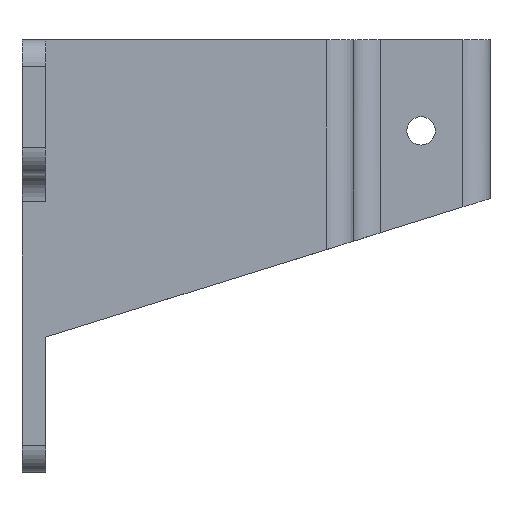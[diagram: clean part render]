
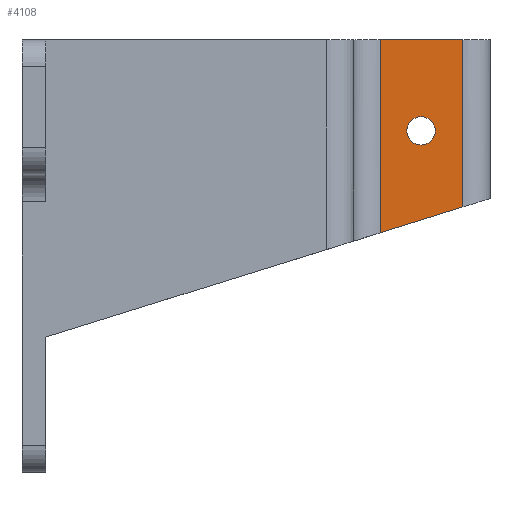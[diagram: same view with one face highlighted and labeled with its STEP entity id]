
A CAD part, front view. The second image highlights one B-rep face of the part: STEP entity #4108.
In plain terms, the highlighted planar face has unit normal (0, -1, 0).
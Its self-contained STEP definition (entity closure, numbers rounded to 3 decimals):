
#352 = PLANE('',#353);
#353 = AXIS2_PLACEMENT_3D('',#354,#355,#356);
#354 = CARTESIAN_POINT('',(50.116,0.,-20.));
#355 = DIRECTION('',(0.,0.,1.));
#356 = DIRECTION('',(0.,1.,0.));
#1492 = PLANE('',#1493);
#1493 = AXIS2_PLACEMENT_3D('',#1494,#1495,#1496);
#1494 = CARTESIAN_POINT('',(23.5,25.5,-64.));
#1495 = DIRECTION('',(-0.298,0.,0.955)
  );
#1496 = DIRECTION('',(0.955,0.,0.298)
  );
#2095 = VERTEX_POINT('',#2096);
#2096 = CARTESIAN_POINT('',(73.,-16.,-20.));
#2115 = CYLINDRICAL_SURFACE('',#2116,4.);
#2116 = AXIS2_PLACEMENT_3D('',#2117,#2118,#2119);
#2117 = CARTESIAN_POINT('',(73.,-20.,-49.803));
#2118 = DIRECTION('',(0.,0.,1.));
#2119 = DIRECTION('',(-1.,0.,0.));
#2127 = EDGE_CURVE('',#2095,#2128,#2130,.T.);
#2128 = VERTEX_POINT('',#2129);
#2129 = CARTESIAN_POINT('',(85.2,-16.,-20.));
#2130 = SURFACE_CURVE('',#2131,(#2135,#2142),.PCURVE_S1.);
#2131 = LINE('',#2132,#2133);
#2132 = CARTESIAN_POINT('',(69.,-16.,-20.));
#2133 = VECTOR('',#2134,1.);
#2134 = DIRECTION('',(1.,0.,0.));
#2135 = PCURVE('',#352,#2136);
#2136 = DEFINITIONAL_REPRESENTATION('',(#2137),#2141);
#2137 = LINE('',#2138,#2139);
#2138 = CARTESIAN_POINT('',(-16.,-18.884));
#2139 = VECTOR('',#2140,1.);
#2140 = DIRECTION('',(0.,-1.));
#2141 = ( GEOMETRIC_REPRESENTATION_CONTEXT(2) 
PARAMETRIC_REPRESENTATION_CONTEXT() REPRESENTATION_CONTEXT('2D SPACE',''
  ) );
#2142 = PCURVE('',#2143,#2148);
#2143 = PLANE('',#2144);
#2144 = AXIS2_PLACEMENT_3D('',#2145,#2146,#2147);
#2145 = CARTESIAN_POINT('',(69.,-16.,-64.));
#2146 = DIRECTION('',(0.,1.,0.));
#2147 = DIRECTION('',(0.,0.,1.));
#2148 = DEFINITIONAL_REPRESENTATION('',(#2149),#2153);
#2149 = LINE('',#2150,#2151);
#2150 = CARTESIAN_POINT('',(44.,0.));
#2151 = VECTOR('',#2152,1.);
#2152 = DIRECTION('',(0.,1.));
#2153 = ( GEOMETRIC_REPRESENTATION_CONTEXT(2) 
PARAMETRIC_REPRESENTATION_CONTEXT() REPRESENTATION_CONTEXT('2D SPACE',''
  ) );
#2176 = CYLINDRICAL_SURFACE('',#2177,4.);
#2177 = AXIS2_PLACEMENT_3D('',#2178,#2179,#2180);
#2178 = CARTESIAN_POINT('',(85.2,-12.,-20.));
#2179 = DIRECTION('',(0.,0.,-1.));
#2180 = DIRECTION('',(1.,0.,0.));
#3584 = VERTEX_POINT('',#3585);
#3585 = CARTESIAN_POINT('',(73.,-16.,-48.555));
#3617 = EDGE_CURVE('',#3618,#3584,#3620,.T.);
#3618 = VERTEX_POINT('',#3619);
#3619 = CARTESIAN_POINT('',(85.2,-16.,-44.748));
#3620 = SURFACE_CURVE('',#3621,(#3625,#3631),.PCURVE_S1.);
#3621 = LINE('',#3622,#3623);
#3622 = CARTESIAN_POINT('',(44.232,-16.,-57.531));
#3623 = VECTOR('',#3624,1.);
#3624 = DIRECTION('',(-0.955,0.,-0.298));
#3625 = PCURVE('',#1492,#3626);
#3626 = DEFINITIONAL_REPRESENTATION('',(#3627),#3630);
#3627 = B_SPLINE_CURVE_WITH_KNOTS('',1,(#3628,#3629),.UNSPECIFIED.,.F.,
  .F.,(2,2),(-53.989,-21.756),.PIECEWISE_BEZIER_KNOTS.);
#3628 = CARTESIAN_POINT('',(75.706,-41.5));
#3629 = CARTESIAN_POINT('',(43.473,-41.5));
#3630 = ( GEOMETRIC_REPRESENTATION_CONTEXT(2) 
PARAMETRIC_REPRESENTATION_CONTEXT() REPRESENTATION_CONTEXT('2D SPACE',''
  ) );
#3631 = PCURVE('',#2143,#3632);
#3632 = DEFINITIONAL_REPRESENTATION('',(#3633),#3636);
#3633 = B_SPLINE_CURVE_WITH_KNOTS('',1,(#3634,#3635),.UNSPECIFIED.,.F.,
  .F.,(2,2),(-53.989,-21.756),.PIECEWISE_BEZIER_KNOTS.);
#3634 = CARTESIAN_POINT('',(22.55,26.77));
#3635 = CARTESIAN_POINT('',(12.949,-4.));
#3636 = ( GEOMETRIC_REPRESENTATION_CONTEXT(2) 
PARAMETRIC_REPRESENTATION_CONTEXT() REPRESENTATION_CONTEXT('2D SPACE',''
  ) );
#4086 = EDGE_CURVE('',#3584,#2095,#4087,.T.);
#4087 = SURFACE_CURVE('',#4088,(#4092,#4099),.PCURVE_S1.);
#4088 = LINE('',#4089,#4090);
#4089 = CARTESIAN_POINT('',(73.,-16.,-49.803));
#4090 = VECTOR('',#4091,1.);
#4091 = DIRECTION('',(0.,0.,1.));
#4092 = PCURVE('',#2115,#4093);
#4093 = DEFINITIONAL_REPRESENTATION('',(#4094),#4098);
#4094 = LINE('',#4095,#4096);
#4095 = CARTESIAN_POINT('',(-1.571,0.));
#4096 = VECTOR('',#4097,1.);
#4097 = DIRECTION('',(-0.,1.));
#4098 = ( GEOMETRIC_REPRESENTATION_CONTEXT(2) 
PARAMETRIC_REPRESENTATION_CONTEXT() REPRESENTATION_CONTEXT('2D SPACE',''
  ) );
#4099 = PCURVE('',#2143,#4100);
#4100 = DEFINITIONAL_REPRESENTATION('',(#4101),#4105);
#4101 = LINE('',#4102,#4103);
#4102 = CARTESIAN_POINT('',(14.197,4.));
#4103 = VECTOR('',#4104,1.);
#4104 = DIRECTION('',(1.,0.));
#4105 = ( GEOMETRIC_REPRESENTATION_CONTEXT(2) 
PARAMETRIC_REPRESENTATION_CONTEXT() REPRESENTATION_CONTEXT('2D SPACE',''
  ) );
#4108 = ADVANCED_FACE('',(#4109,#4135),#2143,.F.);
#4109 = FACE_BOUND('',#4110,.F.);
#4110 = EDGE_LOOP('',(#4111,#4112,#4113,#4114));
#4111 = ORIENTED_EDGE('',*,*,#3617,.T.);
#4112 = ORIENTED_EDGE('',*,*,#4086,.T.);
#4113 = ORIENTED_EDGE('',*,*,#2127,.T.);
#4114 = ORIENTED_EDGE('',*,*,#4115,.T.);
#4115 = EDGE_CURVE('',#2128,#3618,#4116,.T.);
#4116 = SURFACE_CURVE('',#4117,(#4121,#4128),.PCURVE_S1.);
#4117 = LINE('',#4118,#4119);
#4118 = CARTESIAN_POINT('',(85.2,-16.,-20.));
#4119 = VECTOR('',#4120,1.);
#4120 = DIRECTION('',(0.,0.,-1.));
#4121 = PCURVE('',#2143,#4122);
#4122 = DEFINITIONAL_REPRESENTATION('',(#4123),#4127);
#4123 = LINE('',#4124,#4125);
#4124 = CARTESIAN_POINT('',(44.,16.2));
#4125 = VECTOR('',#4126,1.);
#4126 = DIRECTION('',(-1.,0.));
#4127 = ( GEOMETRIC_REPRESENTATION_CONTEXT(2) 
PARAMETRIC_REPRESENTATION_CONTEXT() REPRESENTATION_CONTEXT('2D SPACE',''
  ) );
#4128 = PCURVE('',#2176,#4129);
#4129 = DEFINITIONAL_REPRESENTATION('',(#4130),#4134);
#4130 = LINE('',#4131,#4132);
#4131 = CARTESIAN_POINT('',(1.571,0.));
#4132 = VECTOR('',#4133,1.);
#4133 = DIRECTION('',(0.,1.));
#4134 = ( GEOMETRIC_REPRESENTATION_CONTEXT(2) 
PARAMETRIC_REPRESENTATION_CONTEXT() REPRESENTATION_CONTEXT('2D SPACE',''
  ) );
#4135 = FACE_BOUND('',#4136,.F.);
#4136 = EDGE_LOOP('',(#4137));
#4137 = ORIENTED_EDGE('',*,*,#4138,.T.);
#4138 = EDGE_CURVE('',#4139,#4139,#4141,.T.);
#4139 = VERTEX_POINT('',#4140);
#4140 = CARTESIAN_POINT('',(81.1,-16.,-33.5));
#4141 = SURFACE_CURVE('',#4142,(#4147,#4158),.PCURVE_S1.);
#4142 = CIRCLE('',#4143,2.1);
#4143 = AXIS2_PLACEMENT_3D('',#4144,#4145,#4146);
#4144 = CARTESIAN_POINT('',(79.,-16.,-33.5));
#4145 = DIRECTION('',(0.,-1.,0.));
#4146 = DIRECTION('',(1.,0.,0.));
#4147 = PCURVE('',#2143,#4148);
#4148 = DEFINITIONAL_REPRESENTATION('',(#4149),#4157);
#4149 = ( BOUNDED_CURVE() B_SPLINE_CURVE(2,(#4150,#4151,#4152,#4153,
#4154,#4155,#4156),.UNSPECIFIED.,.T.,.F.) B_SPLINE_CURVE_WITH_KNOTS((1,2
    ,2,2,2,1),(-2.094,0.,2.094,4.189,
6.283,8.378),.UNSPECIFIED.) CURVE() 
GEOMETRIC_REPRESENTATION_ITEM() RATIONAL_B_SPLINE_CURVE((1.,0.5,1.,0.5,
1.,0.5,1.)) REPRESENTATION_ITEM('') );
#4150 = CARTESIAN_POINT('',(30.5,12.1));
#4151 = CARTESIAN_POINT('',(34.137,12.1));
#4152 = CARTESIAN_POINT('',(32.319,8.95));
#4153 = CARTESIAN_POINT('',(30.5,5.8));
#4154 = CARTESIAN_POINT('',(28.681,8.95));
#4155 = CARTESIAN_POINT('',(26.863,12.1));
#4156 = CARTESIAN_POINT('',(30.5,12.1));
#4157 = ( GEOMETRIC_REPRESENTATION_CONTEXT(2) 
PARAMETRIC_REPRESENTATION_CONTEXT() REPRESENTATION_CONTEXT('2D SPACE',''
  ) );
#4158 = PCURVE('',#4159,#4164);
#4159 = CYLINDRICAL_SURFACE('',#4160,2.1);
#4160 = AXIS2_PLACEMENT_3D('',#4161,#4162,#4163);
#4161 = CARTESIAN_POINT('',(79.,35.,-33.5));
#4162 = DIRECTION('',(0.,-1.,0.));
#4163 = DIRECTION('',(1.,0.,0.));
#4164 = DEFINITIONAL_REPRESENTATION('',(#4165),#4169);
#4165 = LINE('',#4166,#4167);
#4166 = CARTESIAN_POINT('',(0.,51.));
#4167 = VECTOR('',#4168,1.);
#4168 = DIRECTION('',(1.,0.));
#4169 = ( GEOMETRIC_REPRESENTATION_CONTEXT(2) 
PARAMETRIC_REPRESENTATION_CONTEXT() REPRESENTATION_CONTEXT('2D SPACE',''
  ) );
